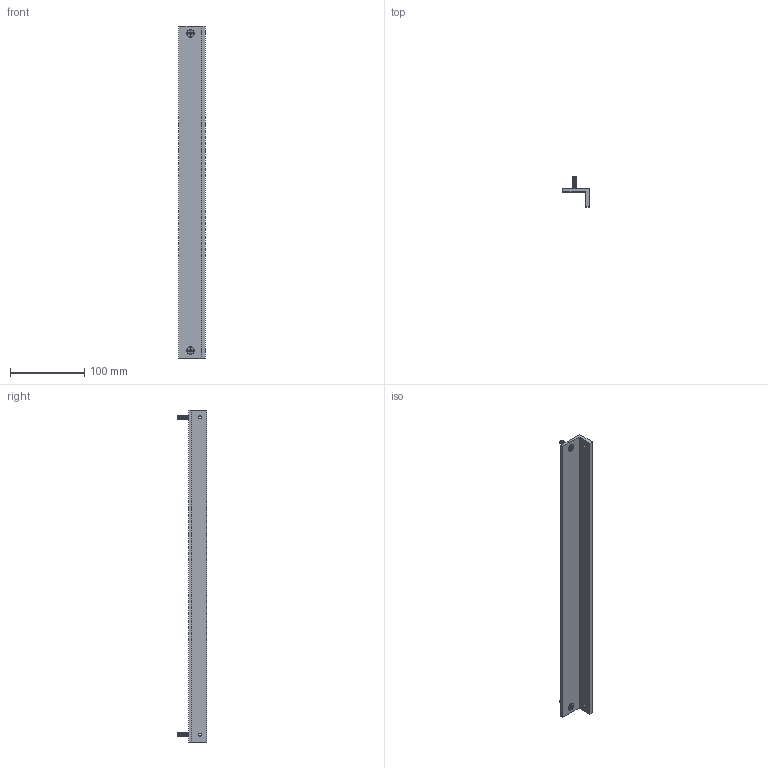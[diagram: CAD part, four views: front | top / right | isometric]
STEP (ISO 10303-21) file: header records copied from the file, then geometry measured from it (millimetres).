
FILE_DESCRIPTION(('CoCreate Modeling STEP Export'),'2;1');
FILE_NAME('TS5000_20520-K-008.stp','2011-04-26T18:16:26',(''),(''),'CoCreate Modeling STEP processor for AP214 (Solid Model)','CoCreate Modeling 17.0B 09-Oct-2010 (C) Parametric Technology GmbH','');
FILE_SCHEMA(('AUTOMOTIVE_DESIGN { 1 0 10303 214 1 1 1 1 }'));
Length unit declared in the file: millimetre
Products named in the file (3): MONTAGEWINKEL_STANDARDGLEITSCHIENE_BG; 91420A328.1; TS5000_20520-K-008
Assembly tree (3 placements, depth 2):
  TS5000_20520-K-008
    91420A328.1  x2
    MONTAGEWINKEL_STANDARDGLEITSCHIENE_BG
Bounding box: 36 x 40.5 x 448.5 mm (x, y, z)
Volume: 110825.5 mm3; surface area: 55953.7 mm2
Topology: 3 solids, 3 shells, 408 faces, 1036 edges, 634 vertices
Faces by surface type: cone 188, cylinder 176, plane 44
Entity records: 8392 total; most frequent: CARTESIAN_POINT 3665, ORIENTED_EDGE 1082, DIRECTION 790, EDGE_CURVE 541, VERTEX_POINT 333, AXIS2_PLACEMENT_3D 280, VECTOR 230, LINE 230
